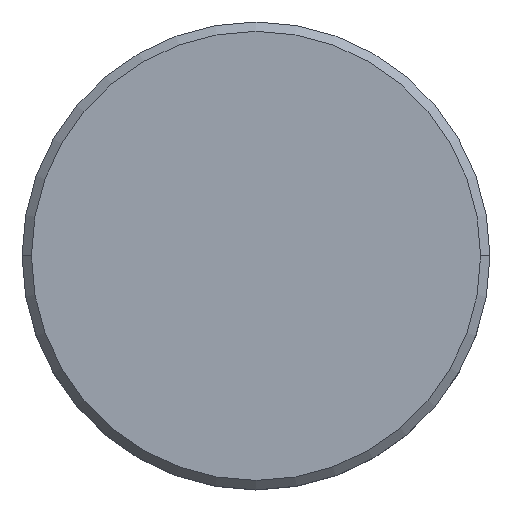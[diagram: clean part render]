
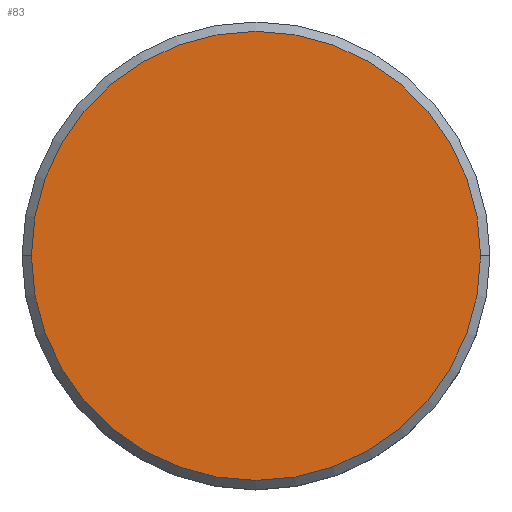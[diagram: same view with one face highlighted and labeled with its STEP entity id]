
A CAD part, top view. The second image highlights one B-rep face of the part: STEP entity #83.
In plain terms, the highlighted planar face has unit normal (0, 0, 1).
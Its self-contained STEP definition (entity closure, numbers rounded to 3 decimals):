
#34 = DIRECTION ( 'NONE',  ( 1., 0., 0. ) ) ;
#83 = ADVANCED_FACE ( 'NONE', ( #224 ), #934, .T. ) ;
#104 = CARTESIAN_POINT ( 'NONE',  ( -12., 0., 0. ) ) ;
#123 = CIRCLE ( 'NONE', #384, 12. ) ;
#224 = FACE_OUTER_BOUND ( 'NONE', #821, .T. ) ;
#238 = AXIS2_PLACEMENT_3D ( 'NONE', #582, #1001, #34 ) ;
#319 = VERTEX_POINT ( 'NONE', #104 ) ;
#329 = CARTESIAN_POINT ( 'NONE',  ( 0., 0., 0. ) ) ;
#345 = VERTEX_POINT ( 'NONE', #1070 ) ;
#384 = AXIS2_PLACEMENT_3D ( 'NONE', #329, #682, #781 ) ;
#467 = DIRECTION ( 'NONE',  ( 0., 0., 1. ) ) ;
#472 = CARTESIAN_POINT ( 'NONE',  ( 0., 0., 0. ) ) ;
#562 = ORIENTED_EDGE ( 'NONE', *, *, #984, .T. ) ;
#582 = CARTESIAN_POINT ( 'NONE',  ( 0., 0., 0. ) ) ;
#600 = AXIS2_PLACEMENT_3D ( 'NONE', #472, #467, #1100 ) ;
#623 = EDGE_CURVE ( 'NONE', #319, #345, #123, .T. ) ;
#682 = DIRECTION ( 'NONE',  ( 0., 0., 1. ) ) ;
#692 = ORIENTED_EDGE ( 'NONE', *, *, #623, .T. ) ;
#781 = DIRECTION ( 'NONE',  ( 1., 0., 0. ) ) ;
#821 = EDGE_LOOP ( 'NONE', ( #692, #562 ) ) ;
#934 = PLANE ( 'NONE',  #238 ) ;
#984 = EDGE_CURVE ( 'NONE', #345, #319, #1118, .T. ) ;
#1001 = DIRECTION ( 'NONE',  ( 0., 0., 1. ) ) ;
#1070 = CARTESIAN_POINT ( 'NONE',  ( 12., 0., 0. ) ) ;
#1100 = DIRECTION ( 'NONE',  ( 1., 0., 0. ) ) ;
#1118 = CIRCLE ( 'NONE', #600, 12. ) ;
